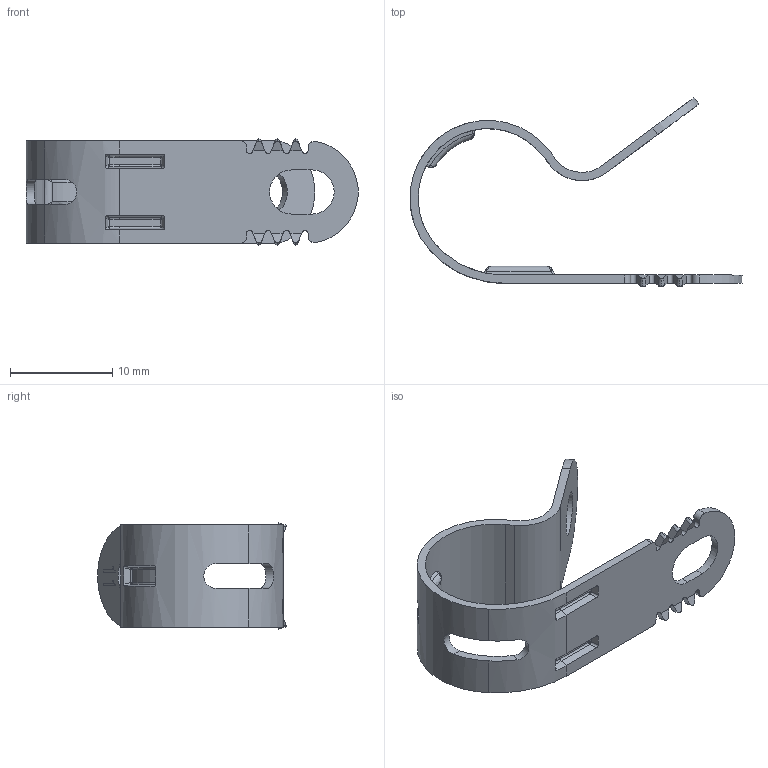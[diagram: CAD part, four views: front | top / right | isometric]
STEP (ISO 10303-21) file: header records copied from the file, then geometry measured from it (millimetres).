
FILE_DESCRIPTION(/* description */ ('Unknown'),/* implementation_level */ '2;1');
FILE_NAME(/* name */ '7425111',/* time_stamp */ '2017-06-19T13:16:34+08:00',/* author */ ('Unknown'),/* organization */ ('Unknown'),/* preprocessor_version */ 'ST-DEVELOPER v16.7',/* originating_system */ 'DEX',/* authorisation */ $);
FILE_SCHEMA (('AUTOMOTIVE_DESIGN {1 0 10303 214 3 1 1}'));
Length unit declared in the file: millimetre
Products named in the file (1): 7425111
Bounding box: 32.43 x 18.43 x 10.38 mm (x, y, z)
Volume: 529.3 mm3; surface area: 1494.3 mm2
Topology: 1 solids, 1 shells, 292 faces, 785 edges, 498 vertices
Faces by surface type: plane 121, cylinder 83, bspline 41, sphere 35, cone 8, torus 4
Full cylindrical faces by diameter (mm): 4.3 x1
Entity records: 12429 total; most frequent: CARTESIAN_POINT 5676, ORIENTED_EDGE 1562, DIRECTION 1141, EDGE_CURVE 781, VERTEX_POINT 496, LINE 395, VECTOR 395, AXIS2_PLACEMENT_3D 373
